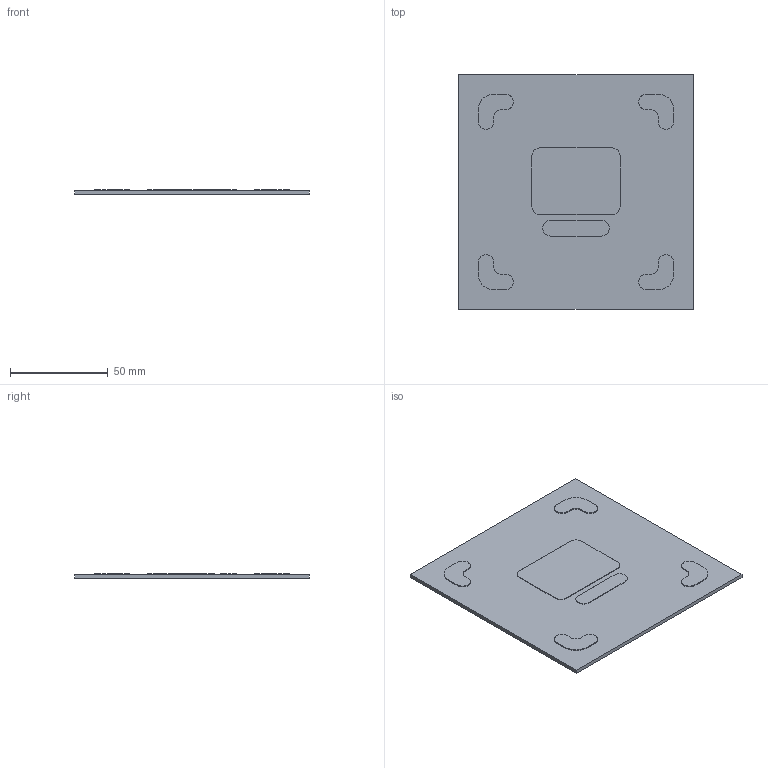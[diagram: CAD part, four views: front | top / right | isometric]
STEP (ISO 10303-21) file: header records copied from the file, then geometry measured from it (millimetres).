
FILE_DESCRIPTION(('FreeCAD Model'),'2;1');
FILE_NAME('Open CASCADE Shape Model','2023-12-22T14:32:36',('FreeCAD'),( 'FreeCAD'),'Open CASCADE STEP processor 7.6','FreeCAD','Unknown');
FILE_SCHEMA(('AUTOMOTIVE_DESIGN { 1 0 10303 214 1 1 1 1 }'));
Length unit declared in the file: millimetre
Products named in the file (1): Open CASCADE STEP translator 7.6 2
Bounding box: 120 x 120 x 2.5 mm (x, y, z)
Volume: 29733 mm3; surface area: 29945.2 mm2
Topology: 1 solids, 1 shells, 56 faces, 144 edges, 96 vertices
Faces by surface type: plane 30, cone 22, bspline 4
Entity records: 1678 total; most frequent: CARTESIAN_POINT 353, ORIENTED_EDGE 288, DIRECTION 250, EDGE_CURVE 144, AXIS2_PLACEMENT_3D 97, VERTEX_POINT 96, FACE_BOUND 62, EDGE_LOOP 62
